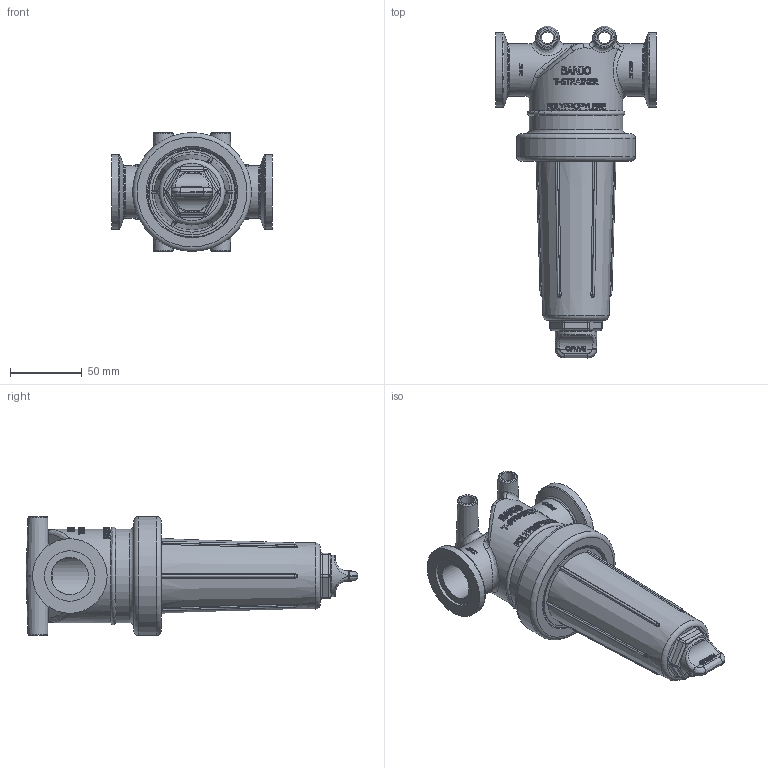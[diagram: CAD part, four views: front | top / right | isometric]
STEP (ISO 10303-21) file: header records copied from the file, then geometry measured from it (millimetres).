
FILE_DESCRIPTION(/* description */ ('1" MANIFOLD T-STRAINER HEAD'),/* implementation_level */ '2;1');
FILE_NAME(/* name */ 'MLST100-30.stp',/* time_stamp */ '2014-01-13T08:14:57-05:00',/* author */ ('areid'),/* organization */ (''),/* preprocessor_version */ 'ST-DEVELOPER v15.2',/* originating_system */ 'Autodesk Inventor 2014',/* authorisation */ '');
FILE_SCHEMA (('AUTOMOTIVE_DESIGN { 1 0 10303 214 3 1 1 }'));
Products named in the file (8): MLST100-H; LST100-XB; 12777; UV15163; LST100-B; LST100-G; LST130; MLST100-30
Bounding box: 111.76 x 230.6 x 82.55 mm (x, y, z)
Volume: 309802.3 mm3; surface area: 162640.6 mm2
Topology: 7 solids, 7 shells, 1358 faces, 3590 edges, 2322 vertices
Faces by surface type: plane 678, bspline 424, cylinder 171, torus 39, cone 37, sphere 9
Full cylindrical faces by diameter (mm): 12.7 x1, 24.892 x1, 25.527 x1, 25.908 x2, 28.702 x2, 31.75 x1, 34.671 x1, 34.798 x2, 35.052 x4, 36.576 x2, 37.846 x1, 51.054 x1, 51.816 x2, 53.34 x1, 53.848 x1, 55.744 x2, 59.436 x2, 64.77 x2, 82.55 x1
Entity records: 104439 total; most frequent: CARTESIAN_POINT 74601, ORIENTED_EDGE 6872, DIRECTION 4740, EDGE_CURVE 3436, VERTEX_POINT 2275, AXIS2_PLACEMENT_3D 1603, EDGE_LOOP 1535, LINE 1534
